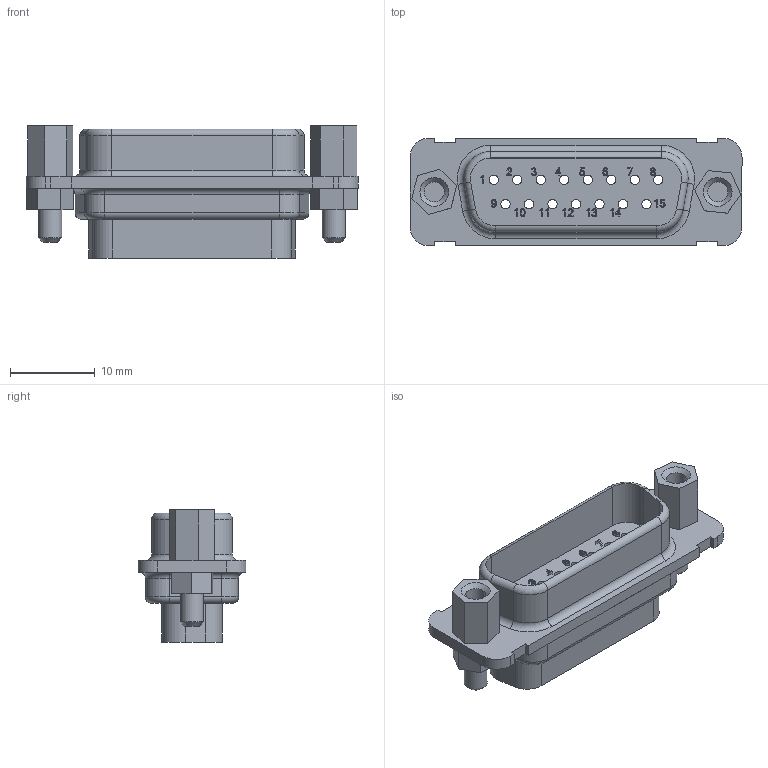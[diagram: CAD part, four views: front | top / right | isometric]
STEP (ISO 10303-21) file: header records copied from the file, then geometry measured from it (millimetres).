
FILE_DESCRIPTION(/* description */ ('Alibre Inc.'),/* implementation_level */ '2;1');
FILE_NAME(/* name */ 'export0',/* time_stamp */ '2017-02-01T08:18:13-08:00',/* author */ (''),/* organization */ (''),/* preprocessor_version */ 'ST-DEVELOPER v14',/* originating_system */ 'Alibre',/* authorisation */ '');
FILE_SCHEMA (('CONFIG_CONTROL_DESIGN'));
Length unit declared in the file: centimetre
Products named in the file (2): 110003; ID_1
Bounding box: 39.12 x 12.7 x 15.6 mm (x, y, z)
Volume: 2668.1 mm3; surface area: 3494.1 mm2
Topology: 1 solids, 1 shells, 511 faces, 1329 edges, 872 vertices
Faces by surface type: plane 225, bspline 196, cylinder 70, torus 16, cone 4
Full cylindrical faces by diameter (mm): 1.092 x15, 2.261 x15, 2.362 x2, 2.718 x2
Entity records: 15555 total; most frequent: CARTESIAN_POINT 4424, ORIENTED_EDGE 2578, DIRECTION 1438, EDGE_CURVE 1289, VERTEX_POINT 870, VECTOR 735, LINE 735, EDGE_LOOP 631
